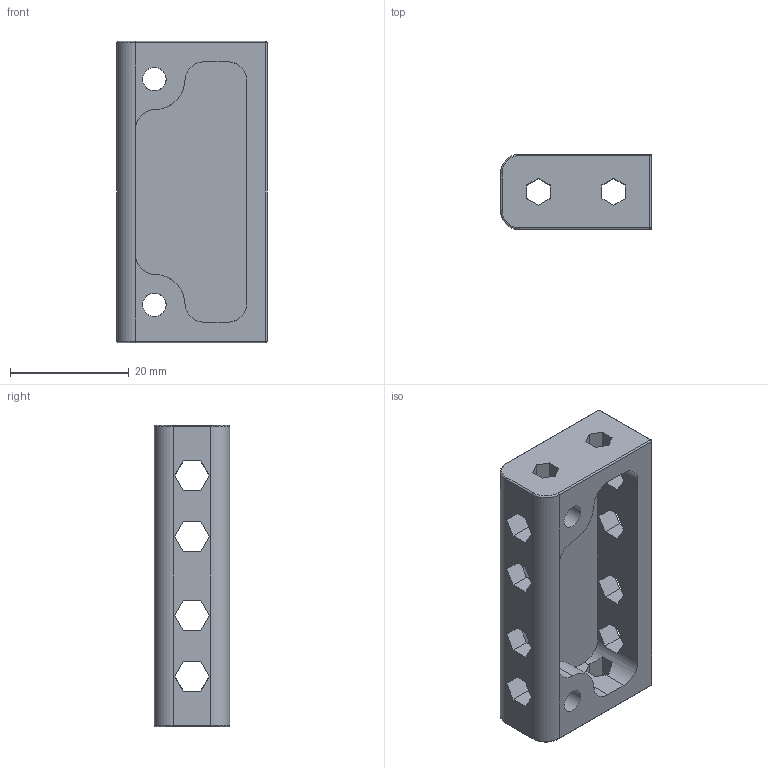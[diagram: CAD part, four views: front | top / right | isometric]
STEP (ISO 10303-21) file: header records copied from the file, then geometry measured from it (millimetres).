
FILE_DESCRIPTION(/* description */ (''),/* implementation_level */ '2;1');
FILE_NAME(/* name */ 'EL2-038.stp',/* time_stamp */ '2025-02-18T17:36:54-05:00',/* author */ ('slick'),/* organization */ (''),/* preprocessor_version */ 'ST-DEVELOPER v19.2',/* originating_system */ 'Autodesk Inventor 2023',/* authorisation */ '');
FILE_SCHEMA (('AUTOMOTIVE_DESIGN { 1 0 10303 214 3 1 1 }'));
Length unit declared in the file: inch
Products named in the file (1): EL2-038
Bounding box: 25.4 x 12.7 x 50.8 mm (x, y, z)
Volume: 8181 mm3; surface area: 6003.5 mm2
Topology: 1 solids, 1 shells, 131 faces, 413 edges, 268 vertices
Faces by surface type: plane 99, cylinder 24, sphere 4, torus 4
Full cylindrical faces by diameter (mm): 3.962 x4
Entity records: 4668 total; most frequent: ORIENTED_EDGE 826, CARTESIAN_POINT 813, DIRECTION 777, EDGE_CURVE 413, LINE 313, VECTOR 313, VERTEX_POINT 268, AXIS2_PLACEMENT_3D 232
